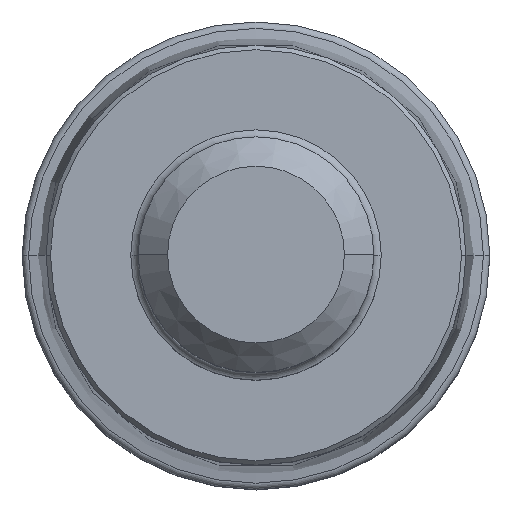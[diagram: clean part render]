
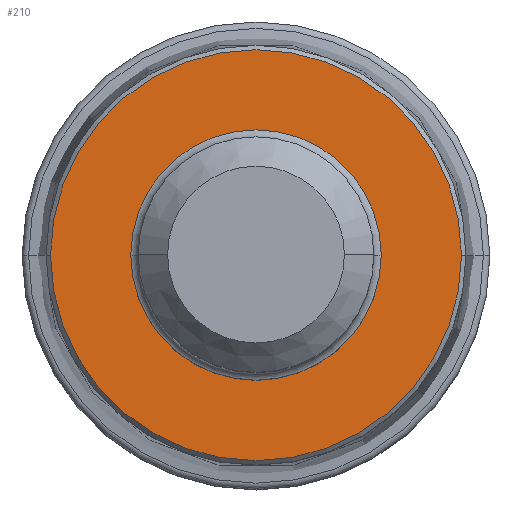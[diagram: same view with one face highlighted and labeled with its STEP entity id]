
A CAD part, top view. The second image highlights one B-rep face of the part: STEP entity #210.
In plain terms, the highlighted planar face has unit normal (0, 0, 1).
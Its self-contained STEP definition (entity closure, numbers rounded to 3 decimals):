
#210=ADVANCED_FACE('',(#257,#258),#252,.F.);
#252=PLANE('',#1249);
#257=FACE_BOUND('',#289,.T.);
#258=FACE_BOUND('',#290,.T.);
#289=EDGE_LOOP('',(#451,#452));
#290=EDGE_LOOP('',(#453,#454));
#451=ORIENTED_EDGE('',*,*,#745,.T.);
#452=ORIENTED_EDGE('',*,*,#746,.T.);
#453=ORIENTED_EDGE('',*,*,#747,.T.);
#454=ORIENTED_EDGE('',*,*,#748,.T.);
#643=VERTEX_POINT('',#2181);
#644=VERTEX_POINT('',#2182);
#645=VERTEX_POINT('',#2185);
#646=VERTEX_POINT('',#2186);
#745=EDGE_CURVE('',#643,#644,#885,.T.);
#746=EDGE_CURVE('',#644,#643,#886,.T.);
#747=EDGE_CURVE('',#645,#646,#887,.T.);
#748=EDGE_CURVE('',#646,#645,#888,.T.);
#885=CIRCLE('',#1245,13.95);
#886=CIRCLE('',#1246,13.95);
#887=CIRCLE('',#1247,8.5);
#888=CIRCLE('',#1248,8.5);
#1245=AXIS2_PLACEMENT_3D('',#2180,#1539,#1540);
#1246=AXIS2_PLACEMENT_3D('',#2183,#1541,#1542);
#1247=AXIS2_PLACEMENT_3D('',#2184,#1543,#1544);
#1248=AXIS2_PLACEMENT_3D('',#2187,#1545,#1546);
#1249=AXIS2_PLACEMENT_3D('',#2188,#1547,#1548);
#1539=DIRECTION('',(0.,0.,1.));
#1540=DIRECTION('',(-1.,0.,0.));
#1541=DIRECTION('',(0.,0.,1.));
#1542=DIRECTION('',(1.,0.,0.));
#1543=DIRECTION('',(0.,0.,-1.));
#1544=DIRECTION('',(1.,0.,0.));
#1545=DIRECTION('',(0.,0.,-1.));
#1546=DIRECTION('',(-1.,0.,0.));
#1547=DIRECTION('',(0.,0.,-1.));
#1548=DIRECTION('',(1.,0.,0.));
#2180=CARTESIAN_POINT('',(0.,0.,0.));
#2181=CARTESIAN_POINT('',(-13.95,0.,0.));
#2182=CARTESIAN_POINT('',(13.95,0.,0.));
#2183=CARTESIAN_POINT('',(0.,0.,0.));
#2184=CARTESIAN_POINT('',(0.,0.,0.));
#2185=CARTESIAN_POINT('',(8.5,0.,0.));
#2186=CARTESIAN_POINT('',(-8.5,0.,0.));
#2187=CARTESIAN_POINT('',(0.,0.,0.));
#2188=CARTESIAN_POINT('',(0.,0.,0.));
